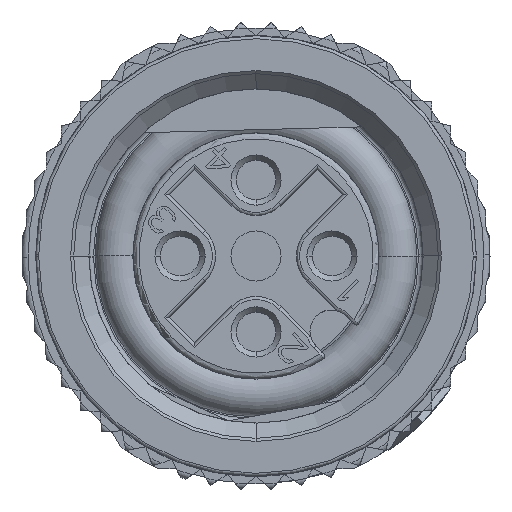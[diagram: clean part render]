
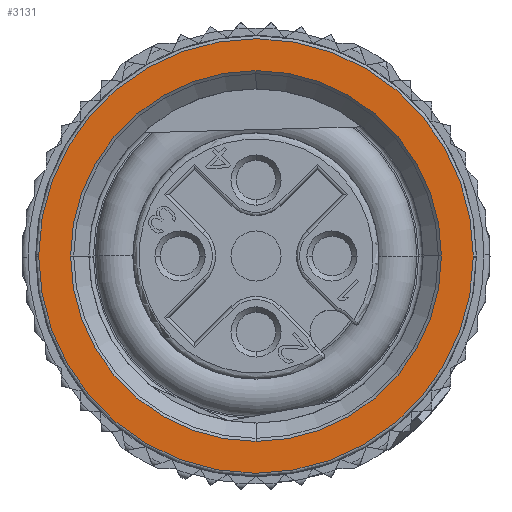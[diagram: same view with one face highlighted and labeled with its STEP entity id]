
A CAD part, front view. The second image highlights one B-rep face of the part: STEP entity #3131.
In plain terms, the highlighted planar face has unit normal (0, -1, 0).
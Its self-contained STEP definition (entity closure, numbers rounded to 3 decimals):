
#3131=ADVANCED_FACE('',(#6384,#6385),#6386,.T.);
#6384=FACE_OUTER_BOUND('',#16162,.T.);
#6385=FACE_BOUND('',#16163,.T.);
#6386=PLANE('',#16164);
#16162=EDGE_LOOP('',(#30808,#30809,#30810,#30811));
#16163=EDGE_LOOP('',(#30812,#30813,#30814,#30815));
#16164=AXIS2_PLACEMENT_3D('',#30816,#30817,#30818);
#30808=ORIENTED_EDGE('',*,*,#35318,.F.);
#30809=ORIENTED_EDGE('',*,*,#33717,.F.);
#30810=ORIENTED_EDGE('',*,*,#35316,.F.);
#30811=ORIENTED_EDGE('',*,*,#33722,.F.);
#30812=ORIENTED_EDGE('',*,*,#35326,.F.);
#30813=ORIENTED_EDGE('',*,*,#33700,.F.);
#30814=ORIENTED_EDGE('',*,*,#33707,.F.);
#30815=ORIENTED_EDGE('',*,*,#35327,.F.);
#30816=CARTESIAN_POINT('',(0.0,-12.4,0.0));
#30817=DIRECTION('',(0.0,-1.0,0.0));
#30818=DIRECTION('',(1.0,0.0,0.0));
#33700=EDGE_CURVE('',#38323,#38321,#38325,.T.);
#33707=EDGE_CURVE('',#38333,#38323,#38335,.T.);
#33717=EDGE_CURVE('',#38351,#38347,#38353,.T.);
#33722=EDGE_CURVE('',#38360,#38356,#38362,.T.);
#35316=EDGE_CURVE('',#38356,#38351,#40652,.T.);
#35318=EDGE_CURVE('',#38347,#38360,#40654,.T.);
#35326=EDGE_CURVE('',#38321,#40663,#40664,.T.);
#35327=EDGE_CURVE('',#40663,#38333,#40665,.T.);
#38321=VERTEX_POINT('',#45228);
#38323=VERTEX_POINT('',#45231);
#38325=CIRCLE('',#45234,6.1);
#38333=VERTEX_POINT('',#45243);
#38335=CIRCLE('',#45246,6.1);
#38347=VERTEX_POINT('',#45258);
#38351=VERTEX_POINT('',#45262);
#38353=CIRCLE('',#45264,7.15);
#38356=VERTEX_POINT('',#45267);
#38360=VERTEX_POINT('',#45271);
#38362=CIRCLE('',#45273,7.15);
#40652=CIRCLE('',#50472,7.15);
#40654=CIRCLE('',#50474,7.15);
#40663=VERTEX_POINT('',#50485);
#40664=CIRCLE('',#50486,6.1);
#40665=CIRCLE('',#50487,6.1);
#45228=CARTESIAN_POINT('',(0.0,-12.4,6.1));
#45231=CARTESIAN_POINT('',(6.1,-12.4,0.0));
#45234=AXIS2_PLACEMENT_3D('',#56508,#56509,#56510);
#45243=CARTESIAN_POINT('',(0.0,-12.4,-6.1));
#45246=AXIS2_PLACEMENT_3D('',#56519,#56520,#56521);
#45258=CARTESIAN_POINT('',(-7.15,-12.4,0.052));
#45262=CARTESIAN_POINT('',(-7.15,-12.4,0.0));
#45264=AXIS2_PLACEMENT_3D('',#56543,#56544,#56545);
#45267=CARTESIAN_POINT('',(7.15,-12.4,-0.052));
#45271=CARTESIAN_POINT('',(7.15,-12.4,0.0));
#45273=AXIS2_PLACEMENT_3D('',#56555,#56556,#56557);
#50472=AXIS2_PLACEMENT_3D('',#58456,#58457,#58458);
#50474=AXIS2_PLACEMENT_3D('',#58459,#58460,#58461);
#50485=CARTESIAN_POINT('',(-6.1,-12.4,0.0));
#50486=AXIS2_PLACEMENT_3D('',#58470,#58471,#58472);
#50487=AXIS2_PLACEMENT_3D('',#58473,#58474,#58475);
#56508=CARTESIAN_POINT('',(0.0,-12.4,0.0));
#56509=DIRECTION('',(0.0,-1.0,0.0));
#56510=DIRECTION('',(1.0,0.0,0.0));
#56519=CARTESIAN_POINT('',(0.0,-12.4,0.0));
#56520=DIRECTION('',(0.0,-1.0,0.0));
#56521=DIRECTION('',(0.0,0.0,-1.0));
#56543=CARTESIAN_POINT('',(0.0,-12.4,0.0));
#56544=DIRECTION('',(0.0,1.0,0.0));
#56545=DIRECTION('',(-1.0,0.0,0.0));
#56555=CARTESIAN_POINT('',(0.0,-12.4,0.0));
#56556=DIRECTION('',(-0.0,1.0,0.0));
#56557=DIRECTION('',(1.0,0.0,0.0));
#58456=CARTESIAN_POINT('',(0.0,-12.4,0.0));
#58457=DIRECTION('',(0.0,1.0,0.0));
#58458=DIRECTION('',(1.,0.0,-0.007));
#58459=CARTESIAN_POINT('',(0.0,-12.4,0.0));
#58460=DIRECTION('',(0.0,1.0,0.0));
#58461=DIRECTION('',(-1.,0.0,0.007));
#58470=CARTESIAN_POINT('',(0.0,-12.4,0.0));
#58471=DIRECTION('',(0.0,-1.0,0.0));
#58472=DIRECTION('',(0.0,0.0,1.0));
#58473=CARTESIAN_POINT('',(0.0,-12.4,0.0));
#58474=DIRECTION('',(0.0,-1.0,0.0));
#58475=DIRECTION('',(-1.0,0.0,0.0));
